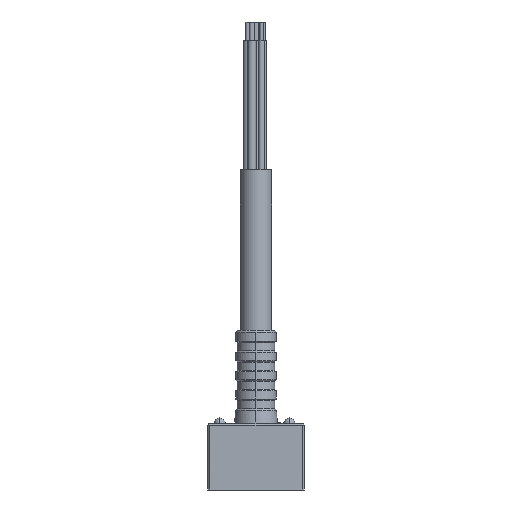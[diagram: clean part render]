
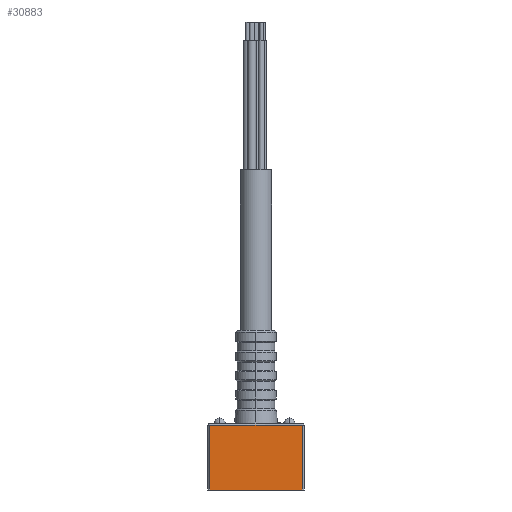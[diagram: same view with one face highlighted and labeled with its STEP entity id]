
A CAD part, left-side view. The second image highlights one B-rep face of the part: STEP entity #30883.
In plain terms, the highlighted free-form (B-spline) face has degree [1, 1] with [2, 2] control points.
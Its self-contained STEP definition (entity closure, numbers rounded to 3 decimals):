
#3690=CARTESIAN_POINT('',(-40.5,-12.5,-9.));
#3691=VERTEX_POINT('',#3690);
#3698=CARTESIAN_POINT('',(-40.5,12.5,-9.));
#3699=VERTEX_POINT('',#3698);
#3700=CARTESIAN_POINT('',(-40.5,-12.5,-9.));
#3701=CARTESIAN_POINT('',(-40.5,12.5,-9.));
#3702=B_SPLINE_CURVE_WITH_KNOTS('',1,(#3700,#3701),.POLYLINE_FORM.,.F.,.U.,(2,2),(0.,1.),.UNSPECIFIED.);
#3703=EDGE_CURVE('',#3691,#3699,#3702,.T.);
#30821=CARTESIAN_POINT('',(-40.5,12.5,8.5));
#30822=VERTEX_POINT('',#30821);
#30823=CARTESIAN_POINT('',(-40.5,12.5,-9.));
#30824=CARTESIAN_POINT('',(-40.5,12.5,8.5));
#30825=B_SPLINE_CURVE_WITH_KNOTS('',1,(#30823,#30824),.POLYLINE_FORM.,.F.,.U.,(2,2),(0.,1.),.UNSPECIFIED.);
#30826=EDGE_CURVE('',#3699,#30822,#30825,.T.);
#30851=CARTESIAN_POINT('',(-40.5,-12.5,8.5));
#30852=VERTEX_POINT('',#30851);
#30859=CARTESIAN_POINT('',(-40.5,-12.5,8.5));
#30860=CARTESIAN_POINT('',(-40.5,-12.5,-9.));
#30861=B_SPLINE_CURVE_WITH_KNOTS('',1,(#30859,#30860),.POLYLINE_FORM.,.F.,.U.,(2,2),(0.,1.),.UNSPECIFIED.);
#30862=EDGE_CURVE('',#30852,#3691,#30861,.T.);
#30868=CARTESIAN_POINT('',(-40.5,184.85,-180.85));
#30869=CARTESIAN_POINT('',(-40.5,184.85,162.85));
#30870=CARTESIAN_POINT('',(-40.5,-158.85,-180.85));
#30871=CARTESIAN_POINT('',(-40.5,-158.85,162.85));
#30872=B_SPLINE_SURFACE_WITH_KNOTS('',1,1,((#30868,#30869),(#30870,#30871)),.PLANE_SURF.,.F.,.F.,.U.,(2,2),(2,2),(0.,1.),(0.,1.),.UNSPECIFIED.);
#30873=ORIENTED_EDGE('',*,*,#3703,.F.);
#30874=ORIENTED_EDGE('',*,*,#30862,.F.);
#30875=CARTESIAN_POINT('',(-40.5,-12.5,8.5));
#30876=CARTESIAN_POINT('',(-40.5,12.5,8.5));
#30877=B_SPLINE_CURVE_WITH_KNOTS('',1,(#30875,#30876),.POLYLINE_FORM.,.F.,.U.,(2,2),(0.,1.),.UNSPECIFIED.);
#30878=EDGE_CURVE('',#30852,#30822,#30877,.T.);
#30879=ORIENTED_EDGE('',*,*,#30878,.T.);
#30880=ORIENTED_EDGE('',*,*,#30826,.F.);
#30881=EDGE_LOOP('',(#30873,#30874,#30879,#30880));
#30882=FACE_OUTER_BOUND('',#30881,.T.);
#30883=ADVANCED_FACE('',(#30882),#30872,.T.);
